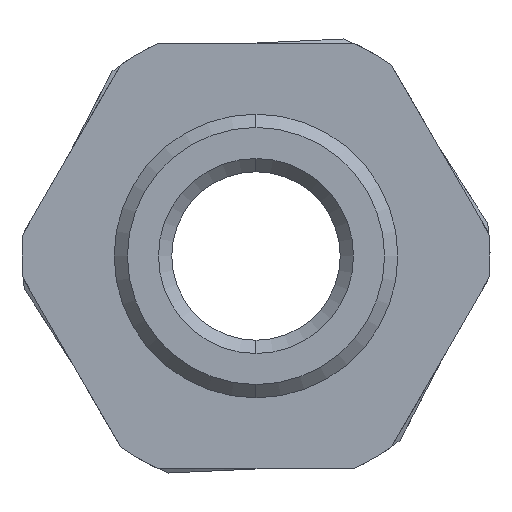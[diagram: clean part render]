
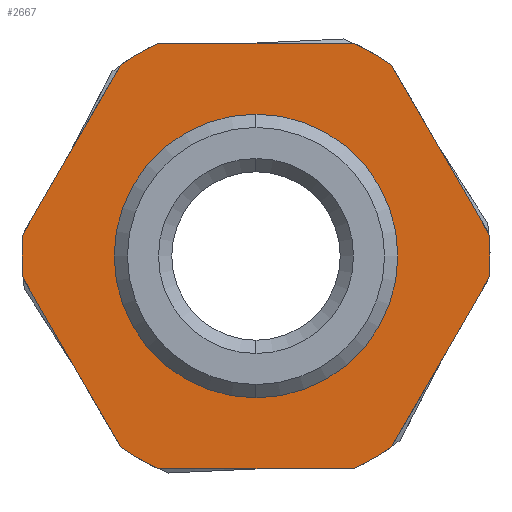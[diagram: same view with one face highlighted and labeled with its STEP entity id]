
A CAD part, left-side view. The second image highlights one B-rep face of the part: STEP entity #2667.
In plain terms, the highlighted planar face has unit normal (-1, 0, 0).
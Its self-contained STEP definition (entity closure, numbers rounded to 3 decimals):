
#68 = CARTESIAN_POINT ( 'NONE',  ( 10., 0., 8. ) ) ;
#75 = AXIS2_PLACEMENT_3D ( 'NONE', #1602, #1541, #2699 ) ;
#132 = AXIS2_PLACEMENT_3D ( 'NONE', #4619, #1600, #2390 ) ;
#299 = DIRECTION ( 'NONE',  ( 1., 0., 0. ) ) ;
#341 = ORIENTED_EDGE ( 'NONE', *, *, #841, .F. ) ;
#387 = EDGE_LOOP ( 'NONE', ( #2241, #2653, #3043, #1373, #341, #1078, #2363, #3667, #1199, #2933, #1959, #2761 ) ) ;
#404 = DIRECTION ( 'NONE',  ( 1., 0., 0. ) ) ;
#455 = EDGE_CURVE ( 'NONE', #1363, #3614, #1411, .T. ) ;
#538 = DIRECTION ( 'NONE',  ( 1., 0., 0. ) ) ;
#540 = VECTOR ( 'NONE', #2781, 1000. ) ;
#551 = DIRECTION ( 'NONE',  ( 0., 0., -1. ) ) ;
#626 = EDGE_CURVE ( 'NONE', #2268, #1219, #4217, .T. ) ;
#772 = CARTESIAN_POINT ( 'NONE',  ( 10., 0., 0. ) ) ;
#785 = CARTESIAN_POINT ( 'NONE',  ( 10., 7.643, -10.762 ) ) ;
#827 = EDGE_CURVE ( 'NONE', #1313, #4587, #2123, .T. ) ;
#836 = CARTESIAN_POINT ( 'NONE',  ( 10., -13.142, -1.238 ) ) ;
#841 = EDGE_CURVE ( 'NONE', #2631, #1363, #4615, .T. ) ;
#873 = EDGE_CURVE ( 'NONE', #2531, #2262, #4331, .T. ) ;
#910 = CARTESIAN_POINT ( 'NONE',  ( 10., 13.142, -1.238 ) ) ;
#1053 = DIRECTION ( 'NONE',  ( 0., -1., 0. ) ) ;
#1078 = ORIENTED_EDGE ( 'NONE', *, *, #2544, .F. ) ;
#1108 = CIRCLE ( 'NONE', #3280, 13.2 ) ;
#1117 = PLANE ( 'NONE',  #3597 ) ;
#1199 = ORIENTED_EDGE ( 'NONE', *, *, #626, .F. ) ;
#1219 = VERTEX_POINT ( 'NONE', #4215 ) ;
#1227 = VECTOR ( 'NONE', #1053, 1000. ) ;
#1246 = AXIS2_PLACEMENT_3D ( 'NONE', #3501, #4204, #1938 ) ;
#1313 = VERTEX_POINT ( 'NONE', #836 ) ;
#1334 = CARTESIAN_POINT ( 'NONE',  ( 10., 0., 0. ) ) ;
#1356 = VECTOR ( 'NONE', #4406, 1000. ) ;
#1363 = VERTEX_POINT ( 'NONE', #3534 ) ;
#1370 = CARTESIAN_POINT ( 'NONE',  ( 10., -5.499, 12. ) ) ;
#1373 = ORIENTED_EDGE ( 'NONE', *, *, #455, .F. ) ;
#1379 = CARTESIAN_POINT ( 'NONE',  ( 10., 0., 0. ) ) ;
#1411 = LINE ( 'NONE', #1761, #2866 ) ;
#1423 = DIRECTION ( 'NONE',  ( 0., 0., -1. ) ) ;
#1460 = FACE_BOUND ( 'NONE', #3233, .T. ) ;
#1472 = VECTOR ( 'NONE', #3988, 1000. ) ;
#1507 = LINE ( 'NONE', #3496, #540 ) ;
#1541 = DIRECTION ( 'NONE',  ( 1., 0., 0. ) ) ;
#1593 = ORIENTED_EDGE ( 'NONE', *, *, #3340, .T. ) ;
#1600 = DIRECTION ( 'NONE',  ( 1., 0., 0. ) ) ;
#1602 = CARTESIAN_POINT ( 'NONE',  ( 10., 0., 0. ) ) ;
#1670 = VERTEX_POINT ( 'NONE', #68 ) ;
#1716 = DIRECTION ( 'NONE',  ( 0., -0.5, 0.866 ) ) ;
#1729 = VERTEX_POINT ( 'NONE', #785 ) ;
#1739 = CARTESIAN_POINT ( 'NONE',  ( 10., -5.499, -12. ) ) ;
#1744 = FACE_OUTER_BOUND ( 'NONE', #387, .T. ) ;
#1761 = CARTESIAN_POINT ( 'NONE',  ( 10., -7.643, 10.762 ) ) ;
#1889 = EDGE_CURVE ( 'NONE', #2568, #2912, #1992, .T. ) ;
#1938 = DIRECTION ( 'NONE',  ( 0., 0., -1. ) ) ;
#1959 = ORIENTED_EDGE ( 'NONE', *, *, #4111, .F. ) ;
#1992 = CIRCLE ( 'NONE', #132, 13.2 ) ;
#2040 = CARTESIAN_POINT ( 'NONE',  ( 10., 5.499, 12. ) ) ;
#2123 = LINE ( 'NONE', #3182, #1356 ) ;
#2161 = CARTESIAN_POINT ( 'NONE',  ( 10., -5.499, -12. ) ) ;
#2241 = ORIENTED_EDGE ( 'NONE', *, *, #2491, .F. ) ;
#2262 = VERTEX_POINT ( 'NONE', #4546 ) ;
#2268 = VERTEX_POINT ( 'NONE', #910 ) ;
#2363 = ORIENTED_EDGE ( 'NONE', *, *, #1889, .F. ) ;
#2390 = DIRECTION ( 'NONE',  ( 0., 0., -1. ) ) ;
#2433 = AXIS2_PLACEMENT_3D ( 'NONE', #1379, #299, #3663 ) ;
#2464 = EDGE_CURVE ( 'NONE', #1219, #2568, #2626, .T. ) ;
#2491 = EDGE_CURVE ( 'NONE', #4587, #2531, #3201, .T. ) ;
#2498 = CARTESIAN_POINT ( 'NONE',  ( 10., 0., 0. ) ) ;
#2514 = DIRECTION ( 'NONE',  ( 0., -0.5, -0.866 ) ) ;
#2531 = VERTEX_POINT ( 'NONE', #2161 ) ;
#2544 = EDGE_CURVE ( 'NONE', #2912, #2631, #2744, .T. ) ;
#2568 = VERTEX_POINT ( 'NONE', #3237 ) ;
#2626 = LINE ( 'NONE', #3540, #4607 ) ;
#2631 = VERTEX_POINT ( 'NONE', #1370 ) ;
#2633 = ORIENTED_EDGE ( 'NONE', *, *, #3251, .T. ) ;
#2653 = ORIENTED_EDGE ( 'NONE', *, *, #827, .F. ) ;
#2667 = ADVANCED_FACE ( 'NONE', ( #1460, #1744 ), #1117, .F. ) ;
#2699 = DIRECTION ( 'NONE',  ( 0., 0., -1. ) ) ;
#2744 = LINE ( 'NONE', #2895, #1227 ) ;
#2761 = ORIENTED_EDGE ( 'NONE', *, *, #873, .F. ) ;
#2781 = DIRECTION ( 'NONE',  ( 0., 0.5, 0.866 ) ) ;
#2782 = CARTESIAN_POINT ( 'NONE',  ( 10., 0., 0. ) ) ;
#2838 = VERTEX_POINT ( 'NONE', #4559 ) ;
#2866 = VECTOR ( 'NONE', #2514, 1000. ) ;
#2895 = CARTESIAN_POINT ( 'NONE',  ( 10., 5.499, 12. ) ) ;
#2912 = VERTEX_POINT ( 'NONE', #2040 ) ;
#2933 = ORIENTED_EDGE ( 'NONE', *, *, #4449, .F. ) ;
#2940 = DIRECTION ( 'NONE',  ( 1., 0., 0. ) ) ;
#2997 = DIRECTION ( 'NONE',  ( 0., 0., -1. ) ) ;
#3043 = ORIENTED_EDGE ( 'NONE', *, *, #3479, .F. ) ;
#3182 = CARTESIAN_POINT ( 'NONE',  ( 10., -13.142, -1.238 ) ) ;
#3201 = CIRCLE ( 'NONE', #4620, 13.2 ) ;
#3211 = AXIS2_PLACEMENT_3D ( 'NONE', #2782, #538, #551 ) ;
#3225 = CARTESIAN_POINT ( 'NONE',  ( 10., -13.142, 1.238 ) ) ;
#3233 = EDGE_LOOP ( 'NONE', ( #1593, #2633 ) ) ;
#3237 = CARTESIAN_POINT ( 'NONE',  ( 10., 7.643, 10.762 ) ) ;
#3251 = EDGE_CURVE ( 'NONE', #1670, #2838, #3425, .T. ) ;
#3280 = AXIS2_PLACEMENT_3D ( 'NONE', #1334, #4352, #4739 ) ;
#3340 = EDGE_CURVE ( 'NONE', #2838, #1670, #4190, .T. ) ;
#3425 = CIRCLE ( 'NONE', #4417, 8. ) ;
#3479 = EDGE_CURVE ( 'NONE', #3614, #1313, #4717, .T. ) ;
#3496 = CARTESIAN_POINT ( 'NONE',  ( 10., 7.643, -10.762 ) ) ;
#3501 = CARTESIAN_POINT ( 'NONE',  ( 10., 0., 0. ) ) ;
#3534 = CARTESIAN_POINT ( 'NONE',  ( 10., -7.643, 10.762 ) ) ;
#3540 = CARTESIAN_POINT ( 'NONE',  ( 10., 13.142, 1.238 ) ) ;
#3597 = AXIS2_PLACEMENT_3D ( 'NONE', #4112, #2940, #4477 ) ;
#3614 = VERTEX_POINT ( 'NONE', #3225 ) ;
#3622 = DIRECTION ( 'NONE',  ( 1., 0., 0. ) ) ;
#3663 = DIRECTION ( 'NONE',  ( 0., 0., -1. ) ) ;
#3667 = ORIENTED_EDGE ( 'NONE', *, *, #2464, .F. ) ;
#3988 = DIRECTION ( 'NONE',  ( 0., 1., 0. ) ) ;
#4111 = EDGE_CURVE ( 'NONE', #2262, #1729, #1108, .T. ) ;
#4112 = CARTESIAN_POINT ( 'NONE',  ( 10., 8., 0. ) ) ;
#4190 = CIRCLE ( 'NONE', #75, 8. ) ;
#4204 = DIRECTION ( 'NONE',  ( 1., 0., 0. ) ) ;
#4215 = CARTESIAN_POINT ( 'NONE',  ( 10., 13.142, 1.238 ) ) ;
#4217 = CIRCLE ( 'NONE', #1246, 13.2 ) ;
#4331 = LINE ( 'NONE', #1739, #1472 ) ;
#4352 = DIRECTION ( 'NONE',  ( 1., 0., 0. ) ) ;
#4398 = CARTESIAN_POINT ( 'NONE',  ( 10., -7.643, -10.762 ) ) ;
#4406 = DIRECTION ( 'NONE',  ( 0., 0.5, -0.866 ) ) ;
#4417 = AXIS2_PLACEMENT_3D ( 'NONE', #772, #404, #2997 ) ;
#4449 = EDGE_CURVE ( 'NONE', #1729, #2268, #1507, .T. ) ;
#4477 = DIRECTION ( 'NONE',  ( 0., 0., -1. ) ) ;
#4546 = CARTESIAN_POINT ( 'NONE',  ( 10., 5.499, -12. ) ) ;
#4559 = CARTESIAN_POINT ( 'NONE',  ( 10., 0., -8. ) ) ;
#4587 = VERTEX_POINT ( 'NONE', #4398 ) ;
#4607 = VECTOR ( 'NONE', #1716, 1000. ) ;
#4615 = CIRCLE ( 'NONE', #2433, 13.2 ) ;
#4619 = CARTESIAN_POINT ( 'NONE',  ( 10., 0., 0. ) ) ;
#4620 = AXIS2_PLACEMENT_3D ( 'NONE', #2498, #3622, #1423 ) ;
#4717 = CIRCLE ( 'NONE', #3211, 13.2 ) ;
#4739 = DIRECTION ( 'NONE',  ( 0., 0., -1. ) ) ;
